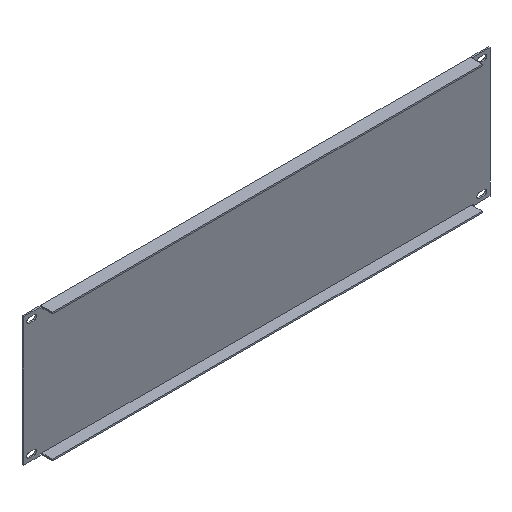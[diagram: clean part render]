
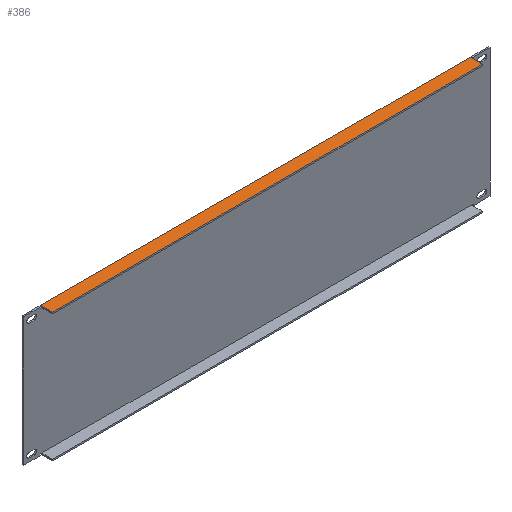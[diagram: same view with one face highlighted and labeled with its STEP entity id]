
A CAD part, isometric view. The second image highlights one B-rep face of the part: STEP entity #386.
In plain terms, the highlighted planar face has unit normal (0, 0, 1).
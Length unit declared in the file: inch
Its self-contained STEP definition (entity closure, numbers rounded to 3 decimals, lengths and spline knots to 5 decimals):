
#20 = VERTEX_POINT ( 'NONE', #688 ) ;
#61 = VECTOR ( 'NONE', #322, 39.37008 ) ;
#81 = ORIENTED_EDGE ( 'NONE', *, *, #1551, .T. ) ;
#117 = DIRECTION ( 'NONE',  ( 0., 0., -1. ) ) ;
#253 = LINE ( 'NONE', #877, #490 ) ;
#270 = DIRECTION ( 'NONE',  ( -1., 0., 0. ) ) ;
#322 = DIRECTION ( 'NONE',  ( 1., 0., 0. ) ) ;
#386 = ADVANCED_FACE ( 'NONE', ( #570 ), #1061, .F. ) ;
#436 = LINE ( 'NONE', #928, #61 ) ;
#458 = EDGE_LOOP ( 'NONE', ( #1114, #507, #902, #81 ) ) ;
#463 = VECTOR ( 'NONE', #1279, 39.37008 ) ;
#471 = CARTESIAN_POINT ( 'NONE',  ( -9.48819, 0.02953, 2.61811 ) ) ;
#480 = VERTEX_POINT ( 'NONE', #582 ) ;
#485 = DIRECTION ( 'NONE',  ( -1., 0., 0. ) ) ;
#490 = VECTOR ( 'NONE', #270, 39.37008 ) ;
#507 = ORIENTED_EDGE ( 'NONE', *, *, #805, .F. ) ;
#570 = FACE_OUTER_BOUND ( 'NONE', #458, .T. ) ;
#582 = CARTESIAN_POINT ( 'NONE',  ( 8.74016, -0.4626, 2.61811 ) ) ;
#688 = CARTESIAN_POINT ( 'NONE',  ( -8.74016, -0.4626, 2.61811 ) ) ;
#799 = CARTESIAN_POINT ( 'NONE',  ( -8.74016, -0.02953, 2.61811 ) ) ;
#805 = EDGE_CURVE ( 'NONE', #20, #1276, #1059, .T. ) ;
#816 = EDGE_CURVE ( 'NONE', #1276, #1371, #436, .T. ) ;
#871 = AXIS2_PLACEMENT_3D ( 'NONE', #471, #117, #485 ) ;
#877 = CARTESIAN_POINT ( 'NONE',  ( 8.74016, -0.4626, 2.61811 ) ) ;
#902 = ORIENTED_EDGE ( 'NONE', *, *, #1330, .F. ) ;
#928 = CARTESIAN_POINT ( 'NONE',  ( -9.48819, 0.02953, 2.61811 ) ) ;
#950 = LINE ( 'NONE', #1458, #1537 ) ;
#979 = CARTESIAN_POINT ( 'NONE',  ( -8.74016, 0.02953, 2.61811 ) ) ;
#1026 = CARTESIAN_POINT ( 'NONE',  ( 8.74016, 0.02953, 2.61811 ) ) ;
#1059 = LINE ( 'NONE', #799, #463 ) ;
#1061 = PLANE ( 'NONE',  #871 ) ;
#1114 = ORIENTED_EDGE ( 'NONE', *, *, #816, .F. ) ;
#1276 = VERTEX_POINT ( 'NONE', #979 ) ;
#1279 = DIRECTION ( 'NONE',  ( 0., 1., 0. ) ) ;
#1330 = EDGE_CURVE ( 'NONE', #480, #20, #253, .T. ) ;
#1338 = DIRECTION ( 'NONE',  ( 0., 1., 0. ) ) ;
#1371 = VERTEX_POINT ( 'NONE', #1026 ) ;
#1458 = CARTESIAN_POINT ( 'NONE',  ( 8.74016, -0.02953, 2.61811 ) ) ;
#1537 = VECTOR ( 'NONE', #1338, 39.37008 ) ;
#1551 = EDGE_CURVE ( 'NONE', #480, #1371, #950, .T. ) ;
